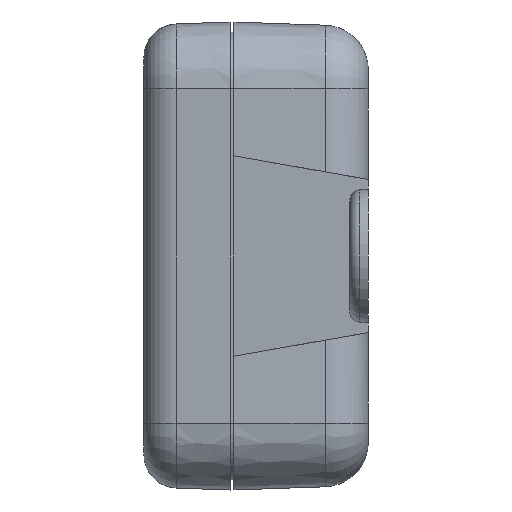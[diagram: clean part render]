
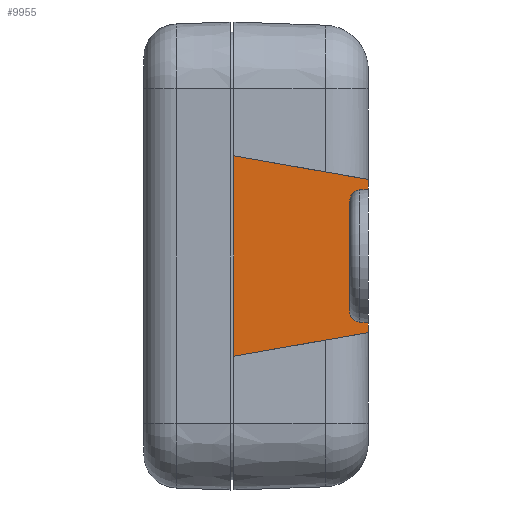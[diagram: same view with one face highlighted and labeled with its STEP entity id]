
A CAD part, left-side view. The second image highlights one B-rep face of the part: STEP entity #9955.
In plain terms, the highlighted planar face has unit normal (-1, 0.026, 0).
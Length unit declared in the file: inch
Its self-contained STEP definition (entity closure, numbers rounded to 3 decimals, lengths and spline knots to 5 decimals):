
#214 = CARTESIAN_POINT ( 'NONE',  ( -2.1448, -0.756, -0.4292 ) ) ;
#215 = CARTESIAN_POINT ( 'NONE',  ( -2.14205, -0.651, 0.30808 ) ) ;
#216 = CARTESIAN_POINT ( 'NONE',  ( -2.125, 0., 0.5625 ) ) ;
#219 = CARTESIAN_POINT ( 'NONE',  ( -2.1448, -0.756, -0.375 ) ) ;
#221 = CARTESIAN_POINT ( 'NONE',  ( -2.14355, -0.70851, -0.37085 ) ) ;
#224 = CARTESIAN_POINT ( 'NONE',  ( -2.1448, -0.756, 0.4292 ) ) ;
#315 = VERTEX_POINT ( 'NONE', #411 ) ;
#411 = CARTESIAN_POINT ( 'NONE',  ( -2.1448, -0.756, 0.375 ) ) ;
#474 = CARTESIAN_POINT ( 'NONE',  ( -2.14355, -0.70851, 0.37085 ) ) ;
#475 = CARTESIAN_POINT ( 'NONE',  ( -2.14205, -0.651, -0.30808 ) ) ;
#544 = CARTESIAN_POINT ( 'NONE',  ( -2.125, 0., -0.5625 ) ) ;
#644 = VERTEX_POINT ( 'NONE', #474 ) ;
#645 = VERTEX_POINT ( 'NONE', #475 ) ;
#668 = VERTEX_POINT ( 'NONE', #219 ) ;
#671 = VERTEX_POINT ( 'NONE', #214 ) ;
#672 = VERTEX_POINT ( 'NONE', #215 ) ;
#673 = VERTEX_POINT ( 'NONE', #216 ) ;
#674 = VERTEX_POINT ( 'NONE', #221 ) ;
#675 = VERTEX_POINT ( 'NONE', #224 ) ;
#683 = VERTEX_POINT ( 'NONE', #544 ) ;
#1856 = AXIS2_PLACEMENT_3D ( 'NONE', #4522, #4518, #4517 ) ;
#2671 = DIRECTION ( 'NONE',  ( 0., 0., 1. ) ) ;
#2672 = CARTESIAN_POINT ( 'NONE',  ( -2.14205, -0.651, 0.5625 ) ) ;
#2687 = DIRECTION ( 'NONE',  ( -0.026, -0.996, 0.087 ) ) ;
#2690 = CARTESIAN_POINT ( 'NONE',  ( -2.12558, -0.02201, 0.31078 ) ) ;
#2699 = DIRECTION ( 'NONE',  ( 0., 0., 1. ) ) ;
#2700 = CARTESIAN_POINT ( 'NONE',  ( -2.1448, -0.756, 0.5625 ) ) ;
#2701 = CARTESIAN_POINT ( 'NONE',  ( -2.14205, -0.651, -0.30808 ) ) ;
#2703 = CARTESIAN_POINT ( 'NONE',  ( -2.14205, -0.651, -0.34248 ) ) ;
#2704 = CARTESIAN_POINT ( 'NONE',  ( -2.14266, -0.67424, -0.36785 ) ) ;
#2705 = DIRECTION ( 'NONE',  ( 0.026, 0.996, 0.087 ) ) ;
#2706 = CARTESIAN_POINT ( 'NONE',  ( -2.12302, 0.0756, -0.30224 ) ) ;
#2708 = CARTESIAN_POINT ( 'NONE',  ( -2.14355, -0.70851, 0.37085 ) ) ;
#2709 = CARTESIAN_POINT ( 'NONE',  ( -2.14266, -0.67424, 0.36785 ) ) ;
#2711 = CARTESIAN_POINT ( 'NONE',  ( -2.14205, -0.651, 0.34248 ) ) ;
#2712 = CARTESIAN_POINT ( 'NONE',  ( -2.14355, -0.70851, -0.37085 ) ) ;
#2713 = DIRECTION ( 'NONE',  ( 0.026, 0.984, 0.174 ) ) ;
#2714 = CARTESIAN_POINT ( 'NONE',  ( -2.125, 0., 0.5625 ) ) ;
#2715 = DIRECTION ( 'NONE',  ( 0., 0., 1. ) ) ;
#2717 = CARTESIAN_POINT ( 'NONE',  ( -2.125, 0., 0.5625 ) ) ;
#2718 = DIRECTION ( 'NONE',  ( 0.026, 0.984, -0.174 ) ) ;
#2720 = DIRECTION ( 'NONE',  ( 0., 0., 1. ) ) ;
#2721 = CARTESIAN_POINT ( 'NONE',  ( -2.1448, -0.756, 0.5625 ) ) ;
#2722 = CARTESIAN_POINT ( 'NONE',  ( -2.14205, -0.651, 0.30808 ) ) ;
#2732 = CARTESIAN_POINT ( 'NONE',  ( -2.12475, 0.00952, -0.56418 ) ) ;
#4517 = DIRECTION ( 'NONE',  ( -0.026, -1., 0. ) ) ;
#4518 = DIRECTION ( 'NONE',  ( -1., 0.026, 0. ) ) ;
#4521 = PLANE ( 'NONE',  #1856 ) ;
#4522 = CARTESIAN_POINT ( 'NONE',  ( -2.125, 0., 0.5625 ) ) ;
#4997 = EDGE_CURVE ( 'NONE', #671, #668, #10226, .T. ) ;
#4998 = EDGE_CURVE ( 'NONE', #671, #683, #10223, .T. ) ;
#4999 = EDGE_CURVE ( 'NONE', #683, #673, #10219, .T. ) ;
#5000 = EDGE_CURVE ( 'NONE', #675, #673, #10217, .T. ) ;
#5001 = EDGE_CURVE ( 'NONE', #672, #644, #8240, .T. ) ;
#5002 = EDGE_CURVE ( 'NONE', #668, #674, #10245, .T. ) ;
#5003 = EDGE_CURVE ( 'NONE', #674, #645, #8207, .T. ) ;
#5004 = EDGE_CURVE ( 'NONE', #315, #675, #10220, .T. ) ;
#5008 = EDGE_CURVE ( 'NONE', #644, #315, #10209, .T. ) ;
#5013 = EDGE_CURVE ( 'NONE', #645, #672, #10213, .T. ) ;
#8207 =( BOUNDED_CURVE ( )  B_SPLINE_CURVE ( 3, ( #2712, #2704, #2703, #2701 ),
 .UNSPECIFIED., .F., .T. ) 
 B_SPLINE_CURVE_WITH_KNOTS ( ( 4, 4 ),
 ( 4.79966, 6.28319 ),
 .UNSPECIFIED. ) 
 CURVE ( )  GEOMETRIC_REPRESENTATION_ITEM ( )  RATIONAL_B_SPLINE_CURVE ( ( 1., 0.825, 0.825, 1. ) ) 
 REPRESENTATION_ITEM ( '' )  );
#8240 =( BOUNDED_CURVE ( )  B_SPLINE_CURVE ( 3, ( #2722, #2711, #2709, #2708 ),
 .UNSPECIFIED., .F., .T. ) 
 B_SPLINE_CURVE_WITH_KNOTS ( ( 4, 4 ),
 ( 3.14159, 4.62512 ),
 .UNSPECIFIED. ) 
 CURVE ( )  GEOMETRIC_REPRESENTATION_ITEM ( )  RATIONAL_B_SPLINE_CURVE ( ( 1., 0.825, 0.825, 1. ) ) 
 REPRESENTATION_ITEM ( '' )  );
#8453 = ORIENTED_EDGE ( 'NONE', *, *, #5002, .T. ) ;
#8454 = ORIENTED_EDGE ( 'NONE', *, *, #5003, .T. ) ;
#8455 = ORIENTED_EDGE ( 'NONE', *, *, #5013, .T. ) ;
#8456 = ORIENTED_EDGE ( 'NONE', *, *, #5001, .T. ) ;
#8457 = ORIENTED_EDGE ( 'NONE', *, *, #5008, .T. ) ;
#8458 = ORIENTED_EDGE ( 'NONE', *, *, #5004, .T. ) ;
#8459 = ORIENTED_EDGE ( 'NONE', *, *, #5000, .T. ) ;
#8460 = ORIENTED_EDGE ( 'NONE', *, *, #4999, .F. ) ;
#8461 = ORIENTED_EDGE ( 'NONE', *, *, #4998, .F. ) ;
#8462 = ORIENTED_EDGE ( 'NONE', *, *, #4997, .T. ) ;
#9680 = EDGE_LOOP ( 'NONE', ( #8453, #8454, #8455, #8456, #8457, #8458, #8459, #8460, #8461, #8462 ) ) ;
#9955 = ADVANCED_FACE ( 'NONE', ( #10784 ), #4521, .T. ) ;
#10202 = VECTOR ( 'NONE', #2671, 39.37008 ) ;
#10206 = VECTOR ( 'NONE', #2687, 39.37008 ) ;
#10209 = LINE ( 'NONE', #2690, #10206 ) ;
#10212 = VECTOR ( 'NONE', #2699, 39.37008 ) ;
#10213 = LINE ( 'NONE', #2672, #10202 ) ;
#10215 = VECTOR ( 'NONE', #2705, 39.37008 ) ;
#10216 = VECTOR ( 'NONE', #2713, 39.37008 ) ;
#10217 = LINE ( 'NONE', #2714, #10216 ) ;
#10218 = VECTOR ( 'NONE', #2715, 39.37008 ) ;
#10219 = LINE ( 'NONE', #2717, #10218 ) ;
#10220 = LINE ( 'NONE', #2700, #10212 ) ;
#10221 = VECTOR ( 'NONE', #2718, 39.37008 ) ;
#10223 = LINE ( 'NONE', #2732, #10221 ) ;
#10225 = VECTOR ( 'NONE', #2720, 39.37008 ) ;
#10226 = LINE ( 'NONE', #2721, #10225 ) ;
#10245 = LINE ( 'NONE', #2706, #10215 ) ;
#10784 = FACE_OUTER_BOUND ( 'NONE', #9680, .T. ) ;
